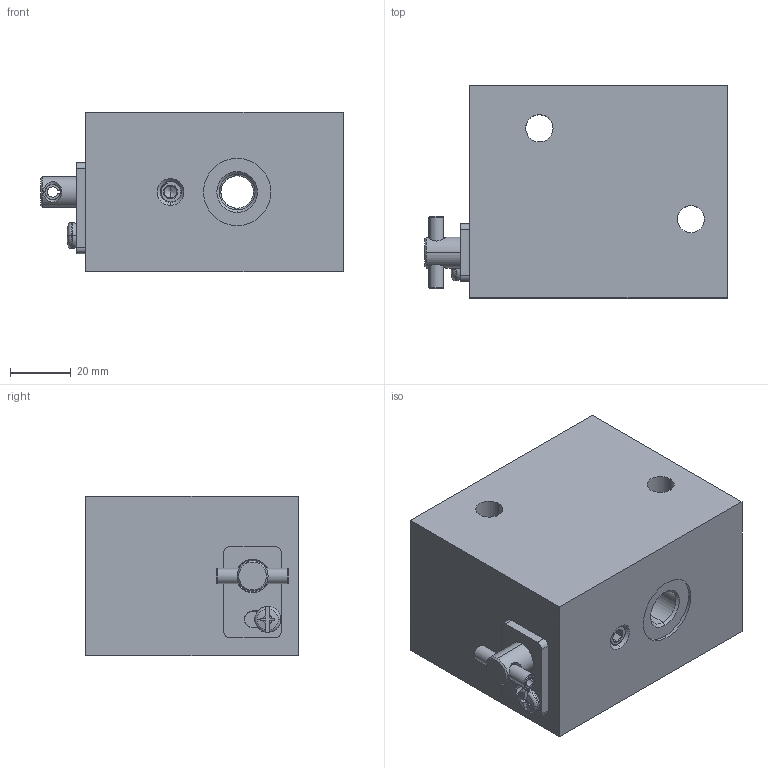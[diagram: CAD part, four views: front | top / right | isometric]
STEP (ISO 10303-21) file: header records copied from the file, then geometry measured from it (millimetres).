
FILE_DESCRIPTION (( 'STEP AP203' ), '1' );
FILE_NAME ('ML-16W2-G02-ZR31.STEP', '2026-02-25T08:13:40', ( '' ), ( '' ), 'SwSTEP 2.0', 'SolidWorks 2018', '' );
FILE_SCHEMA (( 'CONFIG_CONTROL_DESIGN' ));
Length unit declared in the file: millimetre
Products named in the file (8): ML-16W2-G02-ZR31; 4DCM05C002; 6EB016W2G02A001_目錄; 6GX11A50001-1; 5DBP00A002; 6GH30A001; 7GX11A50001-1_組合用; 4DED05001_ASSY
Assembly tree (7 placements, depth 3):
  ML-16W2-G02-ZR31
    5DBP00A002
    6EB016W2G02A001_目錄
    7GX11A50001-1_組合用
      4DCM05C002
      4DED05001_ASSY
      6GH30A001
      6GX11A50001-1
Bounding box: 99.82 x 70 x 52.5 mm (x, y, z)
Volume: 261290.7 mm3; surface area: 42023.9 mm2
Topology: 6 solids, 6 shells, 264 faces, 644 edges, 390 vertices
Faces by surface type: cylinder 117, cone 72, plane 57, torus 10, bspline 8
Entity records: 14880 total; most frequent: CARTESIAN_POINT 8177, ORIENTED_EDGE 1272, DIRECTION 1198, EDGE_CURVE 636, AXIS2_PLACEMENT_3D 469, VERTEX_POINT 390, EDGE_LOOP 290, ADVANCED_FACE 264
